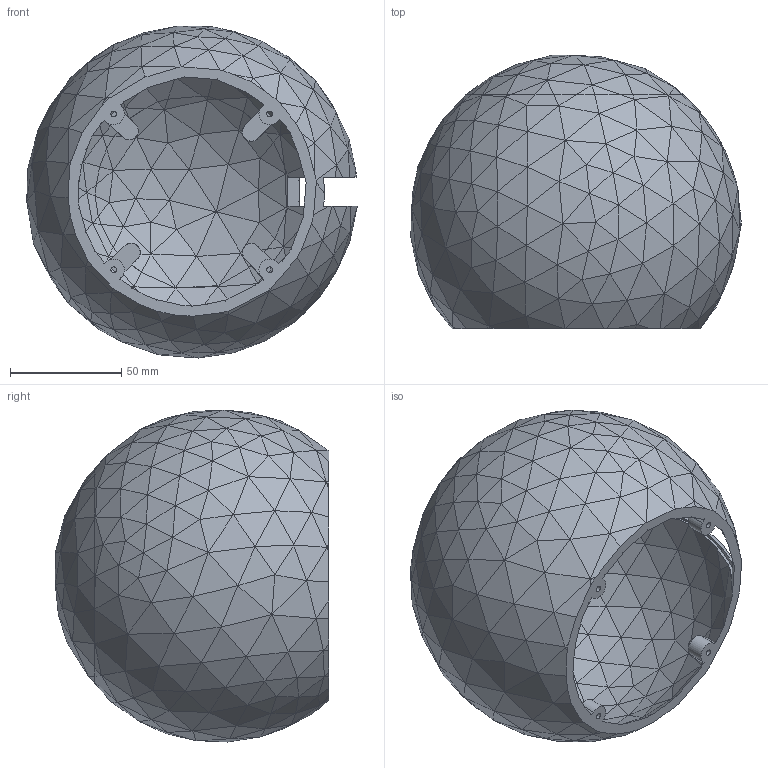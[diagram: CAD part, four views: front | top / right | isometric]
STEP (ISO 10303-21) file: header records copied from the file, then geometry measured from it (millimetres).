
FILE_DESCRIPTION(/* description */ (''),/* implementation_level */ '2;1');
FILE_NAME(/* name */ 'BallContainer v3.step',/* time_stamp */ '2020-09-22T21:20:02-05:00',/* author */ (''),/* organization */ (''),/* preprocessor_version */ 'ST-DEVELOPER v18.1',/* originating_system */ 'Autodesk Translation Framework v9.3.0.1241',/* authorisation */ '');
FILE_SCHEMA (('AUTOMOTIVE_DESIGN { 1 0 10303 214 3 1 1 }'));
Length unit declared in the file: millimetre
Products named in the file (1): BallContainer
Bounding box: 148.43 x 122.8 x 149.13 mm (x, y, z)
Volume: 193439.9 mm3; surface area: 117991.8 mm2
Topology: 2 solids, 2 shells, 1171 faces, 2820 edges, 1661 vertices
Faces by surface type: plane 1143, cylinder 24, cone 4
Full cylindrical faces by diameter (mm): 2.6 x4, 6.5 x8, 8.1 x2
Entity records: 32576 total; most frequent: CARTESIAN_POINT 5653, ORIENTED_EDGE 5640, DIRECTION 5230, EDGE_CURVE 2820, LINE 2754, VECTOR 2754, VERTEX_POINT 1661, AXIS2_PLACEMENT_3D 1238
